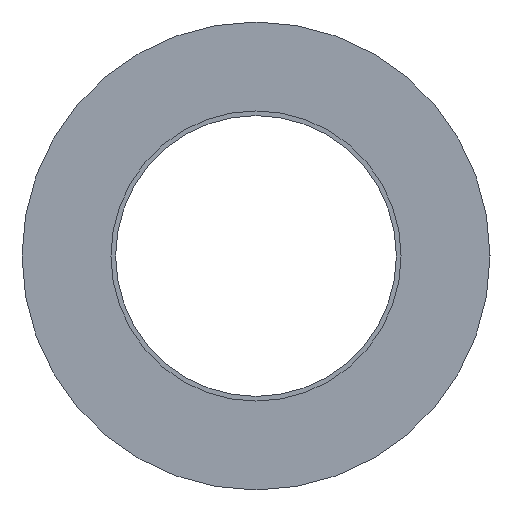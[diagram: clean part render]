
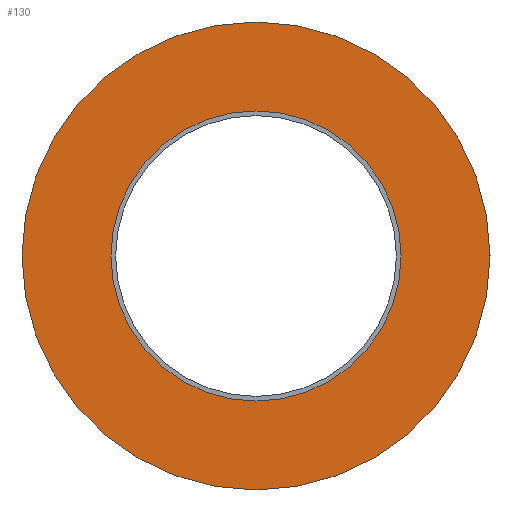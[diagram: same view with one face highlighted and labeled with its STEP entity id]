
A CAD part, left-side view. The second image highlights one B-rep face of the part: STEP entity #130.
In plain terms, the highlighted planar face has unit normal (-1, 0, 0).
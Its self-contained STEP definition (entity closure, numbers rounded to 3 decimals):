
#66 = EDGE_CURVE( '', #138, #142, #162, .T. );
#70 = EDGE_CURVE( '', #142, #138, #167, .T. );
#84 = EDGE_CURVE( '', #114, #112, #183, .T. );
#112 = VERTEX_POINT( '', #213 );
#114 = VERTEX_POINT( '', #215 );
#118 = EDGE_CURVE( '', #112, #114, #219, .T. );
#130 = ADVANCED_FACE( '', ( #234, #235 ), #236, .T. );
#138 = VERTEX_POINT( '', #246 );
#142 = VERTEX_POINT( '', #250 );
#162 = CIRCLE( '', #263, 5. );
#167 = CIRCLE( '', #269, 5. );
#183 = CIRCLE( '', #290, 3.1 );
#213 = CARTESIAN_POINT( '', ( 0., 3.1, 0. ) );
#215 = CARTESIAN_POINT( '', ( 0., -3.1, 0. ) );
#219 = CIRCLE( '', #338, 3.1 );
#234 = FACE_BOUND( '', #355, .T. );
#235 = FACE_OUTER_BOUND( '', #356, .T. );
#236 = PLANE( '', #357 );
#246 = CARTESIAN_POINT( '', ( 0., 5., 0. ) );
#250 = CARTESIAN_POINT( '', ( 0., -5., 0. ) );
#263 = AXIS2_PLACEMENT_3D( '', #374, #375, #376 );
#269 = AXIS2_PLACEMENT_3D( '', #385, #386, #387 );
#290 = AXIS2_PLACEMENT_3D( '', #403, #404, #405 );
#338 = AXIS2_PLACEMENT_3D( '', #439, #440, #441 );
#355 = EDGE_LOOP( '', ( #465, #466 ) );
#356 = EDGE_LOOP( '', ( #467, #468 ) );
#357 = AXIS2_PLACEMENT_3D( '', #469, #470, #471 );
#374 = CARTESIAN_POINT( '', ( 0., 0., 0. ) );
#375 = DIRECTION( '', ( -1., 0., 0. ) );
#376 = DIRECTION( '', ( 0., 1., 0. ) );
#385 = CARTESIAN_POINT( '', ( 0., 0., 0. ) );
#386 = DIRECTION( '', ( -1., 0., 0. ) );
#387 = DIRECTION( '', ( 0., 1., 0. ) );
#403 = CARTESIAN_POINT( '', ( 0., 0., 0. ) );
#404 = DIRECTION( '', ( -1., 0., 0. ) );
#405 = DIRECTION( '', ( 0., 1., 0. ) );
#439 = CARTESIAN_POINT( '', ( 0., 0., 0. ) );
#440 = DIRECTION( '', ( -1., 0., 0. ) );
#441 = DIRECTION( '', ( 0., 1., 0. ) );
#465 = ORIENTED_EDGE( '', *, *, #118, .F. );
#466 = ORIENTED_EDGE( '', *, *, #84, .F. );
#467 = ORIENTED_EDGE( '', *, *, #66, .T. );
#468 = ORIENTED_EDGE( '', *, *, #70, .T. );
#469 = CARTESIAN_POINT( '', ( 0., 4.05, 0. ) );
#470 = DIRECTION( '', ( -1., 0., 0. ) );
#471 = DIRECTION( '', ( 0., 1., 0. ) );
